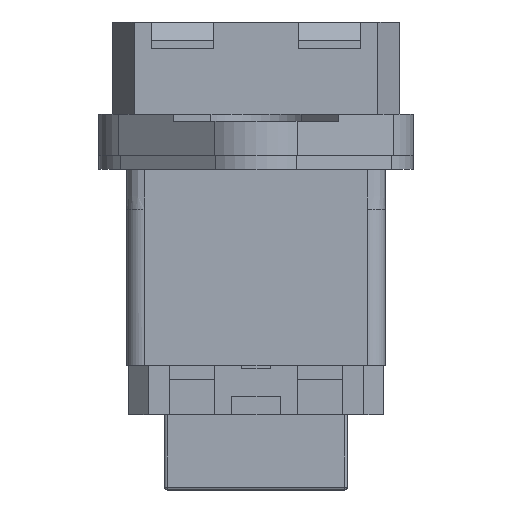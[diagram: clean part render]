
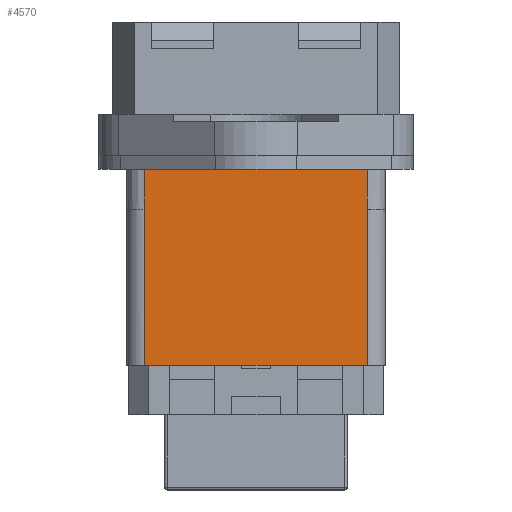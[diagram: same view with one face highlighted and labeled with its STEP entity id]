
A CAD part, front view. The second image highlights one B-rep face of the part: STEP entity #4570.
In plain terms, the highlighted planar face has unit normal (0, -1, 0).
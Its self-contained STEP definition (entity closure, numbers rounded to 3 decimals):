
#4527=AXIS2_PLACEMENT_3D('Plane Axis2P3D',#4524,#4525,#4526) ;
#258=CARTESIAN_POINT('Vertex',(3.25,10.1,23.6)) ;
#261=CARTESIAN_POINT('Line Origine',(11.1,10.1,23.6)) ;
#265=CARTESIAN_POINT('Vertex',(18.95,10.1,23.6)) ;
#4524=CARTESIAN_POINT('Axis2P3D Location',(3.25,10.1,23.6)) ;
#4529=CARTESIAN_POINT('Line Origine',(3.25,10.1,14.3)) ;
#4533=CARTESIAN_POINT('Vertex',(3.25,10.1,19.8)) ;
#4535=CARTESIAN_POINT('Vertex',(3.25,10.1,8.8)) ;
#4538=CARTESIAN_POINT('Line Origine',(11.1,10.1,8.8)) ;
#4542=CARTESIAN_POINT('Vertex',(18.95,10.1,8.8)) ;
#4545=CARTESIAN_POINT('Line Origine',(18.95,10.1,14.3)) ;
#4549=CARTESIAN_POINT('Vertex',(18.95,10.1,19.8)) ;
#4552=CARTESIAN_POINT('Line Origine',(18.95,10.1,21.7)) ;
#4557=CARTESIAN_POINT('Line Origine',(3.25,10.1,21.7)) ;
#262=DIRECTION('Vector Direction',(1.,0.,0.)) ;
#4525=DIRECTION('Axis2P3D Direction',(0.,1.,0.)) ;
#4526=DIRECTION('Axis2P3D XDirection',(1.,0.,0.)) ;
#4530=DIRECTION('Vector Direction',(0.,0.,-1.)) ;
#4539=DIRECTION('Vector Direction',(1.,0.,0.)) ;
#4546=DIRECTION('Vector Direction',(0.,0.,-1.)) ;
#4553=DIRECTION('Vector Direction',(0.,0.,1.)) ;
#4558=DIRECTION('Vector Direction',(0.,0.,1.)) ;
#263=VECTOR('Line Direction',#262,1.) ;
#4531=VECTOR('Line Direction',#4530,1.) ;
#4540=VECTOR('Line Direction',#4539,1.) ;
#4547=VECTOR('Line Direction',#4546,1.) ;
#4554=VECTOR('Line Direction',#4553,1.) ;
#4559=VECTOR('Line Direction',#4558,1.) ;
#4563=ORIENTED_EDGE('',*,*,#4537,.T.) ;
#4564=ORIENTED_EDGE('',*,*,#4544,.F.) ;
#4565=ORIENTED_EDGE('',*,*,#4551,.F.) ;
#4566=ORIENTED_EDGE('',*,*,#4556,.T.) ;
#4567=ORIENTED_EDGE('',*,*,#267,.F.) ;
#4568=ORIENTED_EDGE('',*,*,#4561,.F.) ;
#4570=ADVANCED_FACE('Hauptkoerper',(#4569),#4528,.F.) ;
#267=EDGE_CURVE('',#259,#266,#264,.T.) ;
#4537=EDGE_CURVE('',#4534,#4536,#4532,.T.) ;
#4544=EDGE_CURVE('',#4543,#4536,#4541,.F.) ;
#4551=EDGE_CURVE('',#4550,#4543,#4548,.T.) ;
#4556=EDGE_CURVE('',#4550,#266,#4555,.T.) ;
#4561=EDGE_CURVE('',#4534,#259,#4560,.T.) ;
#4562=EDGE_LOOP('',(#4563,#4564,#4565,#4566,#4567,#4568)) ;
#4569=FACE_OUTER_BOUND('',#4562,.T.) ;
#264=LINE('Line',#261,#263) ;
#4532=LINE('Line',#4529,#4531) ;
#4541=LINE('Line',#4538,#4540) ;
#4548=LINE('Line',#4545,#4547) ;
#4555=LINE('Line',#4552,#4554) ;
#4560=LINE('Line',#4557,#4559) ;
#4528=PLANE('',#4527) ;
#259=VERTEX_POINT('',#258) ;
#266=VERTEX_POINT('',#265) ;
#4534=VERTEX_POINT('',#4533) ;
#4536=VERTEX_POINT('',#4535) ;
#4543=VERTEX_POINT('',#4542) ;
#4550=VERTEX_POINT('',#4549) ;
